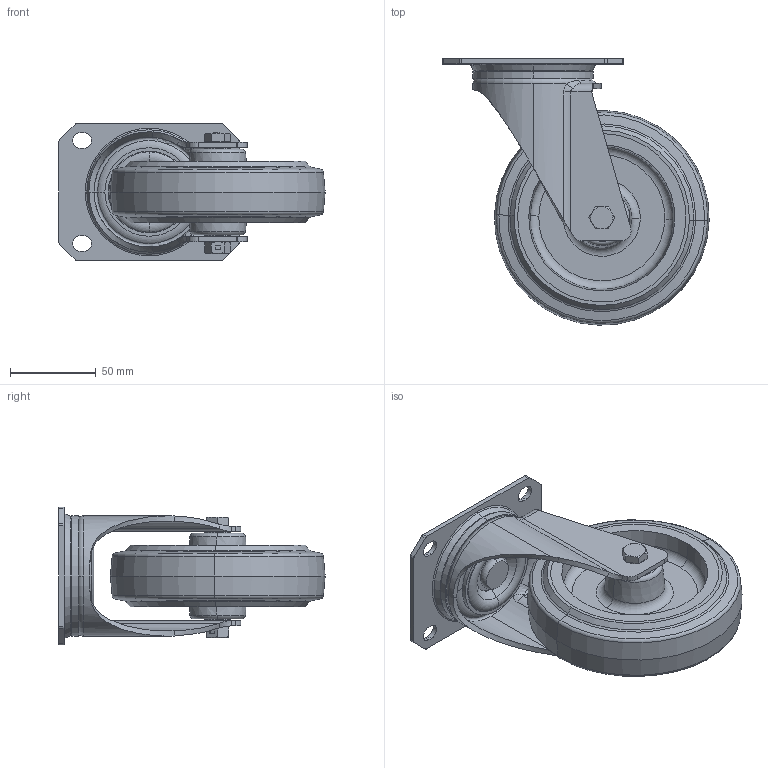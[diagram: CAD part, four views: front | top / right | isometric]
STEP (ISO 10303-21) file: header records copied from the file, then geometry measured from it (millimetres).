
FILE_DESCRIPTION (( 'STEP AP214' ), '1' );
FILE_NAME ('0055655.step', '2023-06-26T07:40:38', ( '' ), ( '' ), 'SwSTEP 2.0', 'SolidWorks 2020', '' );
FILE_SCHEMA (( 'AUTOMOTIVE_DESIGN' ));
Length unit declared in the file: millimetre
Products named in the file (1): 0055655
Bounding box: 154.97 x 154.97 x 80 mm (x, y, z)
Volume: 369044.4 mm3; surface area: 131577.5 mm2
Topology: 8 solids, 8 shells, 343 faces, 764 edges, 457 vertices
Faces by surface type: plane 94, torus 88, cylinder 77, cone 68, bspline 16
Entity records: 15016 total; most frequent: CARTESIAN_POINT 3431, DIRECTION 1729, ORIENTED_EDGE 1528, EDGE_CURVE 764, AXIS2_PLACEMENT_3D 739, VERTEX_POINT 457, CIRCLE 411, EDGE_LOOP 387
